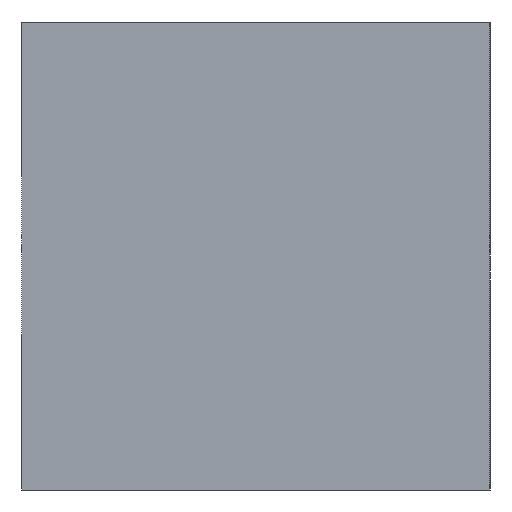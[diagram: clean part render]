
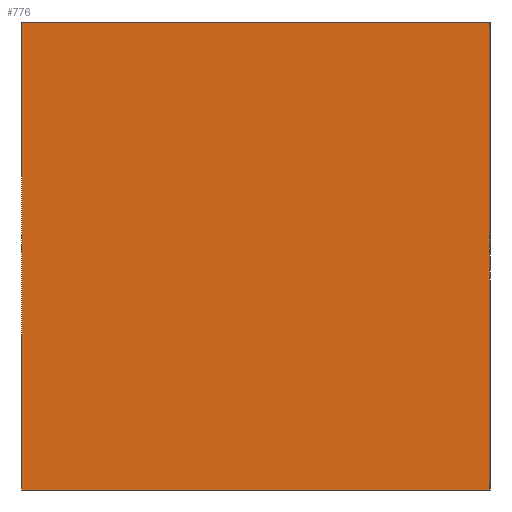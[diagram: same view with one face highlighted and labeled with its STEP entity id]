
A CAD part, left-side view. The second image highlights one B-rep face of the part: STEP entity #776.
In plain terms, the highlighted planar face has unit normal (-1, 0, 0).
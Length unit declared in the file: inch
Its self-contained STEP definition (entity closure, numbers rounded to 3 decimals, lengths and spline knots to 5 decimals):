
#112=DIRECTION('',(0.,0.,1.));
#113=VECTOR('',#112,1.5);
#114=CARTESIAN_POINT('',(-0.875,0.,-0.75));
#115=LINE('',#114,#113);
#148=DIRECTION('',(0.,1.,0.));
#149=VECTOR('',#148,1.5);
#150=CARTESIAN_POINT('',(-0.875,0.,-0.75));
#151=LINE('',#150,#149);
#170=DIRECTION('',(0.,1.,0.));
#171=VECTOR('',#170,1.5);
#172=CARTESIAN_POINT('',(-0.875,0.,0.75));
#173=LINE('',#172,#171);
#184=DIRECTION('',(0.,0.,1.));
#185=VECTOR('',#184,1.5);
#186=CARTESIAN_POINT('',(-0.875,1.5,-0.75));
#187=LINE('',#186,#185);
#608=CARTESIAN_POINT('',(-0.875,0.,-0.75));
#609=CARTESIAN_POINT('',(-0.875,0.,0.75));
#610=VERTEX_POINT('',#608);
#611=VERTEX_POINT('',#609);
#616=CARTESIAN_POINT('',(-0.875,1.5,-0.75));
#617=CARTESIAN_POINT('',(-0.875,1.5,0.75));
#618=VERTEX_POINT('',#616);
#619=VERTEX_POINT('',#617);
#762=CARTESIAN_POINT('',(-0.875,0.,-0.75));
#763=DIRECTION('',(-1.,0.,0.));
#764=DIRECTION('',(0.,0.,1.));
#765=AXIS2_PLACEMENT_3D('',#762,#763,#764);
#766=PLANE('',#765);
#767=ORIENTED_EDGE('',*,*,#739,.F.);
#769=ORIENTED_EDGE('',*,*,#768,.T.);
#771=ORIENTED_EDGE('',*,*,#770,.T.);
#773=ORIENTED_EDGE('',*,*,#772,.F.);
#774=EDGE_LOOP('',(#767,#769,#771,#773));
#775=FACE_OUTER_BOUND('',#774,.F.);
#776=ADVANCED_FACE('',(#775),#766,.T.);
#739=EDGE_CURVE('',#610,#611,#115,.T.);
#768=EDGE_CURVE('',#610,#618,#151,.T.);
#770=EDGE_CURVE('',#618,#619,#187,.T.);
#772=EDGE_CURVE('',#611,#619,#173,.T.);
